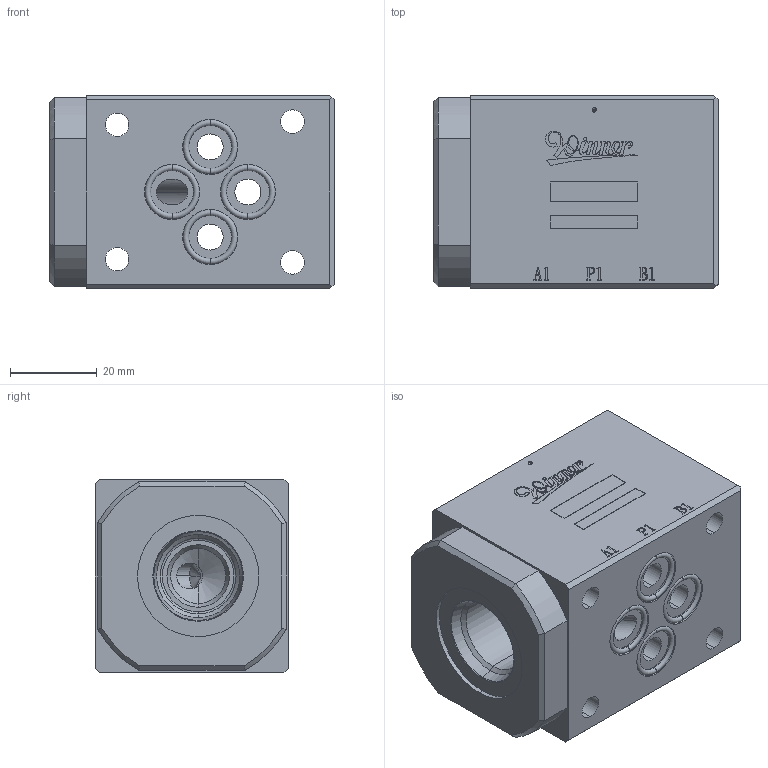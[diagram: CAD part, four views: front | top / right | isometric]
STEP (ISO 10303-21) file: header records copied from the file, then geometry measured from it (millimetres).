
FILE_DESCRIPTION (( 'STEP AP203' ), '1' );
FILE_NAME ('MH03EAW-08W2-N-Z01.STEP', '2025-01-10T00:39:42', ( 'user' ), ( '' ), 'SwSTEP 2.0', 'SolidWorks 2018', '' );
FILE_SCHEMA (( 'CONFIG_CONTROL_DESIGN' ));
Length unit declared in the file: millimetre
Products named in the file (3): 4KAA012AA001_W3046用; MH03EAW-08W2-N-Z01; 6EC03040EAWXXA001
Assembly tree (5 placements, depth 2):
  MH03EAW-08W2-N-Z01
    4KAA012AA001_W3046用  x4
    6EC03040EAWXXA001
Bounding box: 65.6 x 44.55 x 44.5 mm (x, y, z)
Volume: 111294.5 mm3; surface area: 23249.8 mm2
Topology: 5 solids, 5 shells, 444 faces, 1223 edges, 800 vertices
Faces by surface type: cylinder 191, plane 164, bspline 49, torus 20, cone 20
Entity records: 16071 total; most frequent: CARTESIAN_POINT 4636, ORIENTED_EDGE 2386, DIRECTION 2240, EDGE_CURVE 1193, AXIS2_PLACEMENT_3D 790, VERTEX_POINT 788, VECTOR 660, LINE 660
